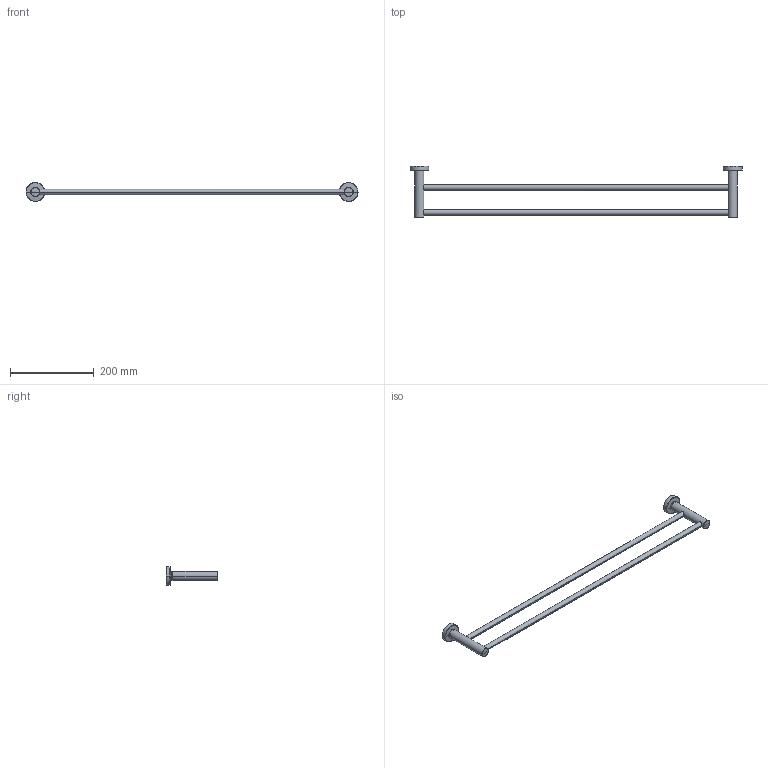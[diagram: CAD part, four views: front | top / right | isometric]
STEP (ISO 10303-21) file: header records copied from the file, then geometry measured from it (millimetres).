
FILE_DESCRIPTION(/* description */ (''),/* implementation_level */ '2;1');
FILE_NAME(/* name */ 'STEP - M1268_9506585',/* time_stamp */ '2025-01-16T09:20:07+11:00',/* author */ (''),/* organization */ (''),/* preprocessor_version */ 'ST-DEVELOPER v16.5',/* originating_system */ 'Rhino 7.37',/* authorisation */ '');
FILE_SCHEMA (('AUTOMOTIVE_DESIGN'));
Length unit declared in the file: millimetre
Products named in the file (6): Document; M12690_ASM; 2M1201001; 2M126801; 411ST0PO1200032; 2M126802
Assembly tree (7 placements, depth 3):
  Document
    M12690_ASM
      2M1201001  x2
      2M126801
      411ST0PO1200032  x2
      2M126802
Bounding box: 795 x 123.93 x 44.98 mm (x, y, z)
Volume: 110704.3 mm3; surface area: 148118.4 mm2
Topology: 6 solids, 6 shells, 150 faces, 320 edges, 178 vertices
Faces by surface type: bspline 66, cylinder 60, plane 24
Entity records: 5776 total; most frequent: CARTESIAN_POINT 3959, ORIENTED_EDGE 504, EDGE_CURVE 252, VERTEX_POINT 144, B_SPLINE_CURVE_WITH_KNOTS 142, EDGE_LOOP 136, ADVANCED_FACE 122, FACE_OUTER_BOUND 122
